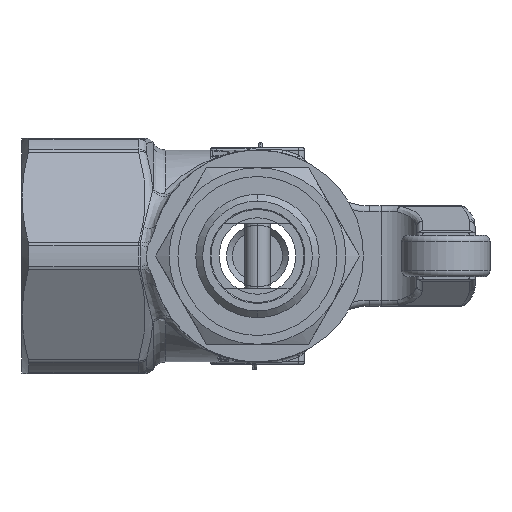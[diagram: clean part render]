
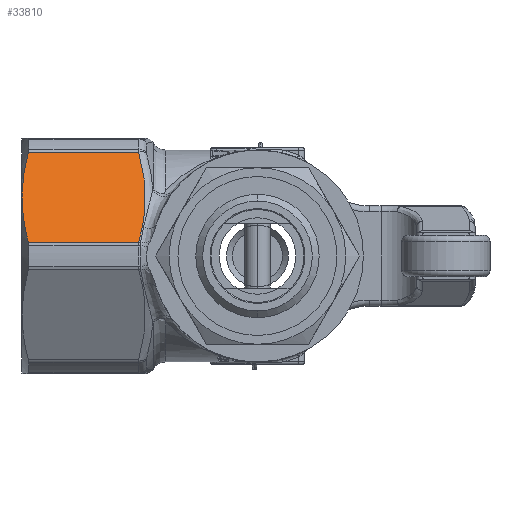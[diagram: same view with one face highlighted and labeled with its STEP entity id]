
A CAD part, front view. The second image highlights one B-rep face of the part: STEP entity #33810.
In plain terms, the highlighted planar face has unit normal (0, -0.866, 0.5).
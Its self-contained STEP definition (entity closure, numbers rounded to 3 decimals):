
#809 = VERTEX_POINT ( 'NONE', #17412 ) ;
#1498 = B_SPLINE_CURVE_WITH_KNOTS ( 'NONE', 3,
 ( #18314, #8873, #18700, #24490, #9009, #37051 ),
 .UNSPECIFIED., .F., .F.,
 ( 4, 2, 4 ),
 ( 0., 0.004, 0.009 ),
 .UNSPECIFIED. ) ;
#1777 = EDGE_CURVE ( 'NONE', #22289, #40818, #1498, .T. ) ;
#1965 = CARTESIAN_POINT ( 'NONE',  ( -19.022, 3.921, 8.686 ) ) ;
#2221 = CARTESIAN_POINT ( 'NONE',  ( -19.814, 8.369, 16.39 ) ) ;
#3440 = CARTESIAN_POINT ( 'NONE',  ( -40., 4.679, 10. ) ) ;
#3715 = CARTESIAN_POINT ( 'NONE',  ( -40., 4.311, 9.361 ) ) ;
#3846 = CARTESIAN_POINT ( 'NONE',  ( -39.882, 3.199, 7.436 ) ) ;
#4374 = DIRECTION ( 'NONE',  ( 0., -0.5, -0.866 ) ) ;
#4525 = AXIS2_PLACEMENT_3D ( 'NONE', #16890, #7156, #4374 ) ;
#5545 = CARTESIAN_POINT ( 'NONE',  ( -19.522, 7.636, 15.122 ) ) ;
#6072 = EDGE_CURVE ( 'NONE', #22289, #17781, #34998, .T. ) ;
#7156 = DIRECTION ( 'NONE',  ( 0., 0.866, -0.5 ) ) ;
#8613 = CARTESIAN_POINT ( 'NONE',  ( -19.124, 6.157, 12.559 ) ) ;
#8873 = CARTESIAN_POINT ( 'NONE',  ( -39.265, 8.366, 16.385 ) ) ;
#9009 = CARTESIAN_POINT ( 'NONE',  ( -40., 5.423, 11.287 ) ) ;
#9981 = CARTESIAN_POINT ( 'NONE',  ( -39.976, 3.941, 8.721 ) ) ;
#11211 = VERTEX_POINT ( 'NONE', #37301 ) ;
#13932 = ORIENTED_EDGE ( 'NONE', *, *, #33254, .F. ) ;
#14807 = VECTOR ( 'NONE', #34166, 1000. ) ;
#15061 = CARTESIAN_POINT ( 'NONE',  ( -20.175, 9.095, 17.649 ) ) ;
#16890 = CARTESIAN_POINT ( 'NONE',  ( -16.5, 10.453, 20. ) ) ;
#17412 = CARTESIAN_POINT ( 'NONE',  ( -20.175, 0.264, 2.351 ) ) ;
#17781 = VERTEX_POINT ( 'NONE', #32750 ) ;
#18237 = EDGE_CURVE ( 'NONE', #40818, #11211, #30030, .T. ) ;
#18314 = CARTESIAN_POINT ( 'NONE',  ( -38.924, 9.095, 17.649 ) ) ;
#18327 = CARTESIAN_POINT ( 'NONE',  ( -20.175, 9.095, 17.649 ) ) ;
#18700 = CARTESIAN_POINT ( 'NONE',  ( -39.535, 7.634, 15.117 ) ) ;
#19095 = PLANE ( 'NONE',  #4525 ) ;
#19783 = EDGE_LOOP ( 'NONE', ( #33603, #24160, #32014, #29349, #13932 ) ) ;
#21659 = CARTESIAN_POINT ( 'NONE',  ( -40., 0.264, 2.351 ) ) ;
#22289 = VERTEX_POINT ( 'NONE', #28526 ) ;
#24160 = ORIENTED_EDGE ( 'NONE', *, *, #1777, .T. ) ;
#24490 = CARTESIAN_POINT ( 'NONE',  ( -39.903, 6.162, 12.568 ) ) ;
#24492 = CARTESIAN_POINT ( 'NONE',  ( -40., 4.679, 10. ) ) ;
#25241 = B_SPLINE_CURVE_WITH_KNOTS ( 'NONE', 3,
 ( #18327, #2221, #5545, #8613, #40226, #1965, #27689, #33459, #36797, #30304 ),
 .UNSPECIFIED., .F., .F.,
 ( 4, 2, 2, 2, 4 ),
 ( 0., 0.004, 0.009, 0.013, 0.018 ),
 .UNSPECIFIED. ) ;
#25446 = CARTESIAN_POINT ( 'NONE',  ( -39.534, 1.72, 4.875 ) ) ;
#25999 = LINE ( 'NONE', #21659, #32404 ) ;
#27689 = CARTESIAN_POINT ( 'NONE',  ( -19.128, 3.183, 7.408 ) ) ;
#27870 = DIRECTION ( 'NONE',  ( -1., 0., 0. ) ) ;
#28526 = CARTESIAN_POINT ( 'NONE',  ( -38.924, 9.095, 17.649 ) ) ;
#28750 = CARTESIAN_POINT ( 'NONE',  ( -39.811, 2.828, 6.792 ) ) ;
#29109 = FACE_OUTER_BOUND ( 'NONE', #19783, .T. ) ;
#29349 = ORIENTED_EDGE ( 'NONE', *, *, #38721, .F. ) ;
#30030 = B_SPLINE_CURVE_WITH_KNOTS ( 'NONE', 3,
 ( #3440, #3715, #9981, #3846, #28750, #25446, #32047, #35095 ),
 .UNSPECIFIED., .F., .F.,
 ( 4, 2, 2, 4 ),
 ( 0.009, 0.011, 0.013, 0.018 ),
 .UNSPECIFIED. ) ;
#30304 = CARTESIAN_POINT ( 'NONE',  ( -20.175, 0.264, 2.351 ) ) ;
#32014 = ORIENTED_EDGE ( 'NONE', *, *, #18237, .T. ) ;
#32047 = CARTESIAN_POINT ( 'NONE',  ( -39.263, 0.989, 3.608 ) ) ;
#32404 = VECTOR ( 'NONE', #27870, 1000. ) ;
#32750 = CARTESIAN_POINT ( 'NONE',  ( -20.175, 9.095, 17.649 ) ) ;
#33254 = EDGE_CURVE ( 'NONE', #17781, #809, #25241, .T. ) ;
#33459 = CARTESIAN_POINT ( 'NONE',  ( -19.525, 1.717, 4.869 ) ) ;
#33603 = ORIENTED_EDGE ( 'NONE', *, *, #6072, .F. ) ;
#33810 = ADVANCED_FACE ( 'NONE', ( #29109 ), #19095, .F. ) ;
#34166 = DIRECTION ( 'NONE',  ( 1., 0., 0. ) ) ;
#34998 = LINE ( 'NONE', #15061, #14807 ) ;
#35095 = CARTESIAN_POINT ( 'NONE',  ( -38.924, 0.264, 2.351 ) ) ;
#36797 = CARTESIAN_POINT ( 'NONE',  ( -19.815, 0.989, 3.607 ) ) ;
#37051 = CARTESIAN_POINT ( 'NONE',  ( -40., 4.679, 10. ) ) ;
#37301 = CARTESIAN_POINT ( 'NONE',  ( -38.924, 0.264, 2.351 ) ) ;
#38721 = EDGE_CURVE ( 'NONE', #809, #11211, #25999, .T. ) ;
#40226 = CARTESIAN_POINT ( 'NONE',  ( -19.019, 5.406, 11.258 ) ) ;
#40818 = VERTEX_POINT ( 'NONE', #24492 ) ;
